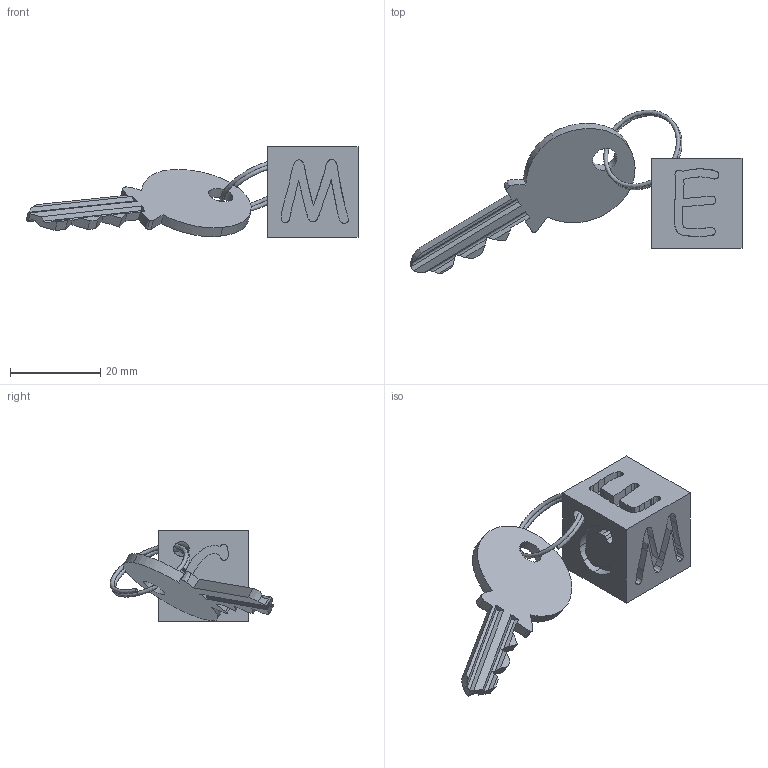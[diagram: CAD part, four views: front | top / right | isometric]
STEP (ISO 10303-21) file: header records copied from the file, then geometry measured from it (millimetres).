
FILE_DESCRIPTION(('FreeCAD Model'),'2;1');
FILE_NAME('LLavero Emilce.step', '2020-04-16T15:26:44',('Author'),(''), 'Open CASCADE STEP processor 7.3','FreeCAD','Unknown');
FILE_SCHEMA(('AUTOMOTIVE_DESIGN { 1 0 10303 214 1 1 1 1 }'));
Length unit declared in the file: millimetre
Products named in the file (3): Anillo_llave; Llave; Llavero_Emilce
Bounding box: 73.66 x 36.33 x 20 mm (x, y, z)
Volume: 8683.8 mm3; surface area: 5376.4 mm2
Topology: 3 solids, 3 shells, 260 faces, 743 edges, 495 vertices
Faces by surface type: extrusion 223, plane 30, cylinder 4, bspline 2, torus 1
Full cylindrical faces by diameter (mm): 5.5 x1
Entity records: 22513 total; most frequent: CARTESIAN_POINT 9515, DIRECTION 1513, ORIENTED_EDGE 1486, PCURVE 1486, DEFINITIONAL_REPRESENTATION 1486, VECTOR 1427, B_SPLINE_CURVE_WITH_KNOTS 1234, LINE 1204
